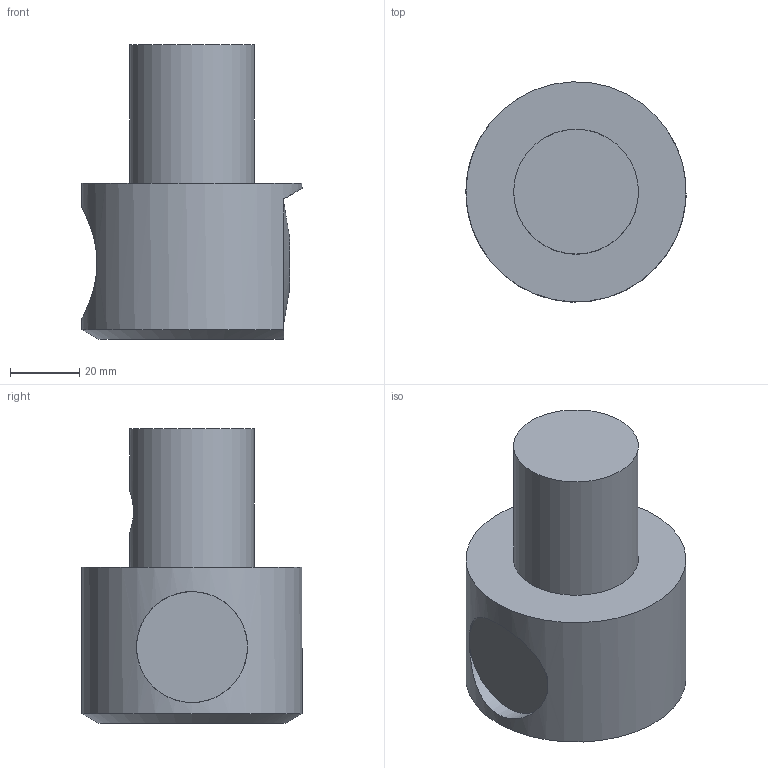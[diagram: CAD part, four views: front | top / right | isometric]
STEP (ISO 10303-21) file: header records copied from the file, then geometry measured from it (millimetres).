
FILE_DESCRIPTION((''),'1');
FILE_NAME('EWN2-54CK6.stp','2025-01-14T02:27:38',(''),(''),'Spatial Interop R21 SP3','Kubotek KeyCreator 2011 V10.0.2 (22737)',' ');
FILE_SCHEMA(('automotive_design'));
Length unit declared in the file: millimetre
Products named in the file (1): 240[2]
Bounding box: 63.46 x 63.46 x 85 mm (x, y, z)
Volume: 174732.1 mm3; surface area: 19622 mm2
Topology: 1 solids, 1 shells, 15 faces, 30 edges, 21 vertices
Faces by surface type: plane 8, cylinder 5, cone 2
Full cylindrical faces by diameter (mm): 12.3 x1, 36 x1, 63.5 x1
Entity records: 857 total; most frequent: CARTESIAN_POINT 259, DIRECTION 56, PRESENTATION_STYLE_ASSIGNMENT 55, COLOUR_RGB 55, ORIENTED_EDGE 46, STYLED_ITEM 39, CURVE_STYLE 39, DRAUGHTING_PRE_DEFINED_CURVE_FONT 39
